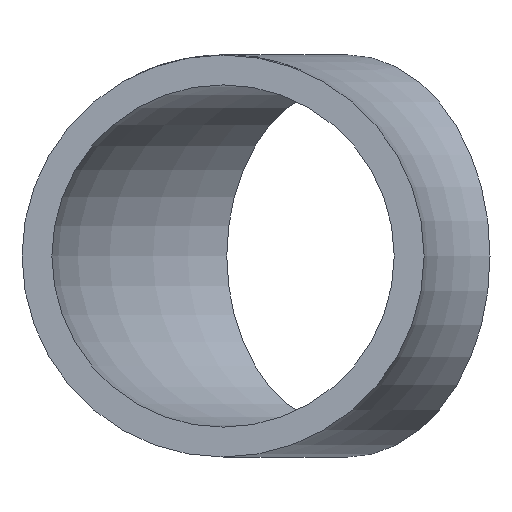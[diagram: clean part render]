
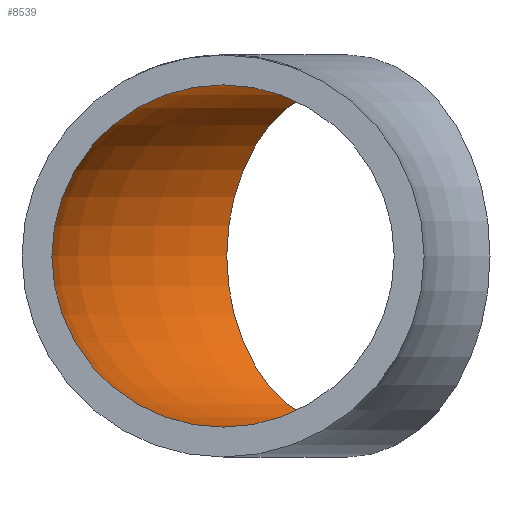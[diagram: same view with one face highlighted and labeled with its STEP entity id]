
A CAD part, front view. The second image highlights one B-rep face of the part: STEP entity #8539.
In plain terms, the highlighted toroidal (fillet/blend) face has major radius 28.5 mm and minor radius 11.45 mm.
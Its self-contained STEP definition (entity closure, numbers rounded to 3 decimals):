
#260 = FACE_OUTER_BOUND ( 'NONE', #14094, .T. ) ;
#924 = DIRECTION ( 'NONE',  ( 0., 1., 0. ) ) ;
#2402 = DIRECTION ( 'NONE',  ( 0., 0., -1. ) ) ;
#3556 = EDGE_CURVE ( 'NONE', #8153, #8153, #14191, .T. ) ;
#3606 = CARTESIAN_POINT ( 'NONE',  ( -28.249, 28.249, 0. ) ) ;
#4390 = DIRECTION ( 'NONE',  ( 0.707, 0.707, 0. ) ) ;
#5050 = EDGE_LOOP ( 'NONE', ( #5349 ) ) ;
#5349 = ORIENTED_EDGE ( 'NONE', *, *, #6465, .T. ) ;
#5401 = DIRECTION ( 'NONE',  ( 0., 0., 1. ) ) ;
#5830 = VERTEX_POINT ( 'NONE', #3606 ) ;
#6183 = CIRCLE ( 'NONE', #14381, 11.45 ) ;
#6465 = EDGE_CURVE ( 'NONE', #5830, #5830, #6183, .T. ) ;
#6740 = FACE_OUTER_BOUND ( 'NONE', #5050, .T. ) ;
#8153 = VERTEX_POINT ( 'NONE', #9108 ) ;
#8539 = ADVANCED_FACE ( 'NONE', ( #6740, #260 ), #11148, .F. ) ;
#8784 = AXIS2_PLACEMENT_3D ( 'NONE', #11507, #2402, #11226 ) ;
#9108 = CARTESIAN_POINT ( 'NONE',  ( -28.5, 0., 11.45 ) ) ;
#9215 = ORIENTED_EDGE ( 'NONE', *, *, #3556, .F. ) ;
#10938 = DIRECTION ( 'NONE',  ( -0.707, 0.707, 0. ) ) ;
#11143 = AXIS2_PLACEMENT_3D ( 'NONE', #12966, #924, #5401 ) ;
#11148 = TOROIDAL_SURFACE ( 'NONE', #8784, 28.5, 11.45 ) ;
#11226 = DIRECTION ( 'NONE',  ( -1., 0., 0. ) ) ;
#11507 = CARTESIAN_POINT ( 'NONE',  ( 0., 0., 0. ) ) ;
#12966 = CARTESIAN_POINT ( 'NONE',  ( -28.5, 0., 0. ) ) ;
#14094 = EDGE_LOOP ( 'NONE', ( #9215 ) ) ;
#14191 = CIRCLE ( 'NONE', #11143, 11.45 ) ;
#14381 = AXIS2_PLACEMENT_3D ( 'NONE', #14523, #4390, #10938 ) ;
#14523 = CARTESIAN_POINT ( 'NONE',  ( -20.153, 20.153, 0. ) ) ;
